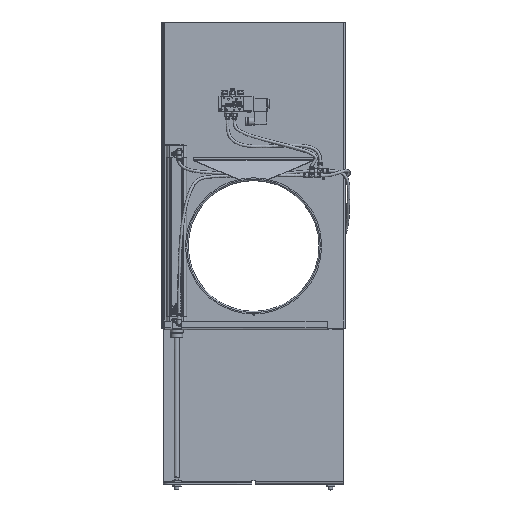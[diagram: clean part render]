
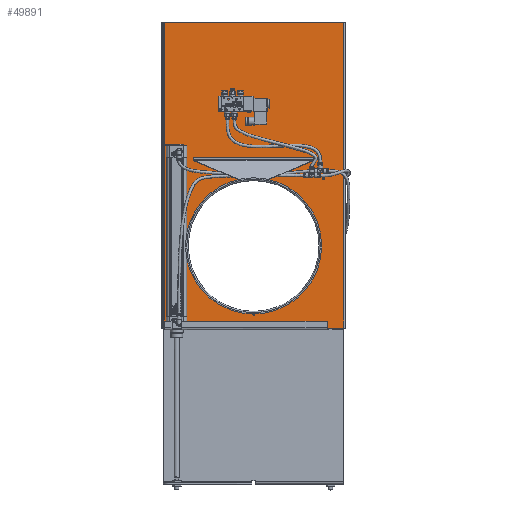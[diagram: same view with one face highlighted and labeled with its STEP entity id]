
A CAD part, top view. The second image highlights one B-rep face of the part: STEP entity #49891.
In plain terms, the highlighted planar face has unit normal (0, 0, 1).
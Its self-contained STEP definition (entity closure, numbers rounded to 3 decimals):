
#3708=PLANE('',#52894);
#5415=LINE('',#66378,#10284);
#5417=LINE('',#66385,#10286);
#5433=LINE('',#66422,#10302);
#5447=LINE('',#66458,#10316);
#10284=VECTOR('',#55820,411.);
#10286=VECTOR('',#55826,701.);
#10302=VECTOR('',#55866,411.);
#10316=VECTOR('',#55908,701.);
#15145=FACE_BOUND('',#18746,.T.);
#15146=FACE_BOUND('',#18747,.T.);
#15147=FACE_BOUND('',#18748,.T.);
#15148=FACE_BOUND('',#18749,.T.);
#15149=FACE_BOUND('',#18750,.T.);
#15775=FACE_OUTER_BOUND('',#18745,.T.);
#18745=EDGE_LOOP('',(#35274,#35275,#35276,#35277));
#18746=EDGE_LOOP('',(#35278));
#18747=EDGE_LOOP('',(#35279));
#18748=EDGE_LOOP('',(#35280));
#18749=EDGE_LOOP('',(#35281));
#18750=EDGE_LOOP('',(#35282));
#22192=CIRCLE('',#52816,3.);
#22194=CIRCLE('',#52819,3.);
#22196=CIRCLE('',#52822,1.5);
#22198=CIRCLE('',#52825,1.5);
#22206=CIRCLE('',#52852,151.);
#22821=VERTEX_POINT('',#66154);
#22823=VERTEX_POINT('',#66159);
#22825=VERTEX_POINT('',#66164);
#22827=VERTEX_POINT('',#66169);
#22859=VERTEX_POINT('',#66345);
#22866=VERTEX_POINT('',#66367);
#22867=VERTEX_POINT('',#66371);
#22870=VERTEX_POINT('',#66383);
#22879=VERTEX_POINT('',#66420);
#27745=EDGE_CURVE('',#22821,#22821,#22192,.T.);
#27747=EDGE_CURVE('',#22823,#22823,#22194,.T.);
#27749=EDGE_CURVE('',#22825,#22825,#22196,.T.);
#27751=EDGE_CURVE('',#22827,#22827,#22198,.T.);
#27800=EDGE_CURVE('',#22859,#22859,#22206,.T.);
#27816=EDGE_CURVE('',#22867,#22866,#5415,.T.);
#27819=EDGE_CURVE('',#22867,#22870,#5417,.T.);
#27838=EDGE_CURVE('',#22879,#22870,#5433,.T.);
#27856=EDGE_CURVE('',#22879,#22866,#5447,.T.);
#35274=ORIENTED_EDGE('',*,*,#27819,.T.);
#35275=ORIENTED_EDGE('',*,*,#27838,.F.);
#35276=ORIENTED_EDGE('',*,*,#27856,.T.);
#35277=ORIENTED_EDGE('',*,*,#27816,.F.);
#35278=ORIENTED_EDGE('',*,*,#27745,.T.);
#35279=ORIENTED_EDGE('',*,*,#27747,.T.);
#35280=ORIENTED_EDGE('',*,*,#27749,.T.);
#35281=ORIENTED_EDGE('',*,*,#27751,.T.);
#35282=ORIENTED_EDGE('',*,*,#27800,.T.);
#49891=ADVANCED_FACE('',(#15775,#15145,#15146,#15147,#15148,#15149),#3708,
 .T.);
#52816=AXIS2_PLACEMENT_3D('',#66155,#55675,#55676);
#52819=AXIS2_PLACEMENT_3D('',#66160,#55681,#55682);
#52822=AXIS2_PLACEMENT_3D('',#66165,#55687,#55688);
#52825=AXIS2_PLACEMENT_3D('',#66170,#55693,#55694);
#52852=AXIS2_PLACEMENT_3D('',#66346,#55782,#55783);
#52894=AXIS2_PLACEMENT_3D('',#66459,#55909,#55910);
#55675=DIRECTION('center_axis',(0.,0.,-1.));
#55676=DIRECTION('ref_axis',(1.,0.,0.));
#55681=DIRECTION('center_axis',(0.,0.,-1.));
#55682=DIRECTION('ref_axis',(1.,0.,0.));
#55687=DIRECTION('center_axis',(0.,0.,-1.));
#55688=DIRECTION('ref_axis',(1.,0.,0.));
#55693=DIRECTION('center_axis',(0.,0.,-1.));
#55694=DIRECTION('ref_axis',(1.,0.,0.));
#55782=DIRECTION('center_axis',(0.,0.,-1.));
#55783=DIRECTION('ref_axis',(1.,0.,0.));
#55820=DIRECTION('',(1.,0.,0.));
#55826=DIRECTION('',(0.,-1.,0.));
#55866=DIRECTION('',(-1.,0.,0.));
#55908=DIRECTION('',(0.,1.,0.));
#55909=DIRECTION('center_axis',(0.,0.,1.));
#55910=DIRECTION('ref_axis',(1.,0.,0.));
#66154=CARTESIAN_POINT('',(-156.,7.5,2.));
#66155=CARTESIAN_POINT('Origin',(-159.,7.5,2.));
#66159=CARTESIAN_POINT('',(164.,7.5,2.));
#66160=CARTESIAN_POINT('Origin',(161.,7.5,2.));
#66164=CARTESIAN_POINT('',(2.5,5.,2.));
#66165=CARTESIAN_POINT('Origin',(1.,5.,2.));
#66169=CARTESIAN_POINT('',(2.5,320.,2.));
#66170=CARTESIAN_POINT('Origin',(1.,320.,2.));
#66345=CARTESIAN_POINT('',(152.,162.5,2.));
#66346=CARTESIAN_POINT('Origin',(1.,162.5,2.));
#66367=CARTESIAN_POINT('',(205.5,350.5,2.));
#66371=CARTESIAN_POINT('',(-205.5,350.5,2.));
#66378=CARTESIAN_POINT('',(-209.5,350.5,2.));
#66383=CARTESIAN_POINT('',(-205.5,-350.5,2.));
#66385=CARTESIAN_POINT('',(-205.5,175.25,2.));
#66420=CARTESIAN_POINT('',(205.5,-350.5,2.));
#66422=CARTESIAN_POINT('',(209.5,-350.5,2.));
#66458=CARTESIAN_POINT('',(205.5,175.25,2.));
#66459=CARTESIAN_POINT('Origin',(0.,0.,
2.));
